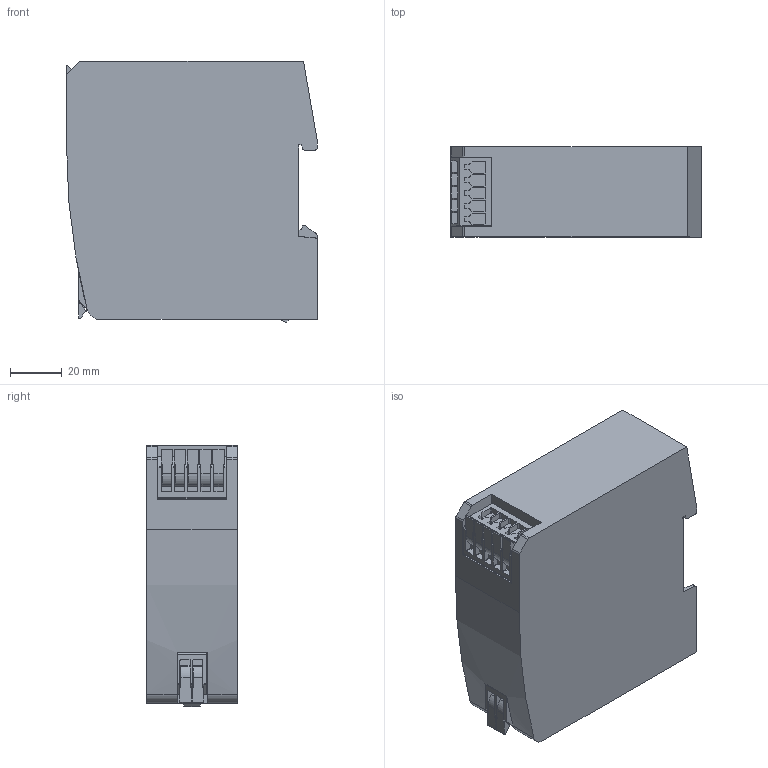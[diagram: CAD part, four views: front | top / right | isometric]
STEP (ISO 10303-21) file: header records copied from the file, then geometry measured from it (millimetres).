
FILE_DESCRIPTION (( 'STEP AP214' ), '1' );
FILE_NAME ('2687-2143_HI.STEP', '2025-02-13T13:31:49', ( '' ), ( '' ), 'SwSTEP 2.0', 'SolidWorks 2024', '' );
FILE_SCHEMA (( 'AUTOMOTIVE_DESIGN' ));
Length unit declared in the file: millimetre
Products named in the file (1): 2687-2143_HI
Bounding box: 97.2 x 35 x 101.2 mm (x, y, z)
Volume: 314224.1 mm3; surface area: 38185.1 mm2
Topology: 1 solids, 1 shells, 383 faces, 1102 edges, 734 vertices
Faces by surface type: plane 233, cylinder 150
Entity records: 12606 total; most frequent: CARTESIAN_POINT 2238, ORIENTED_EDGE 2204, DIRECTION 2163, EDGE_CURVE 1102, LINE 797, VECTOR 797, VERTEX_POINT 734, AXIS2_PLACEMENT_3D 683
